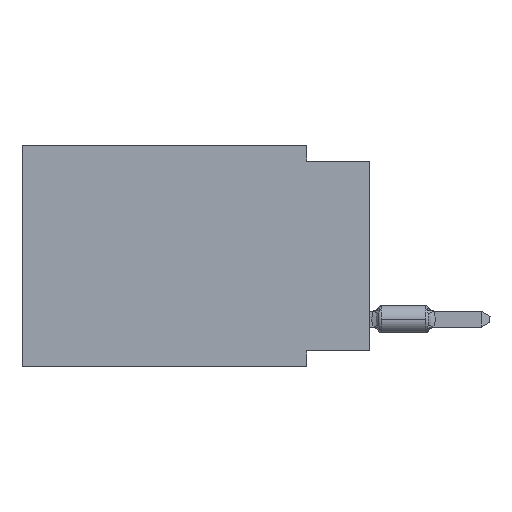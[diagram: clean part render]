
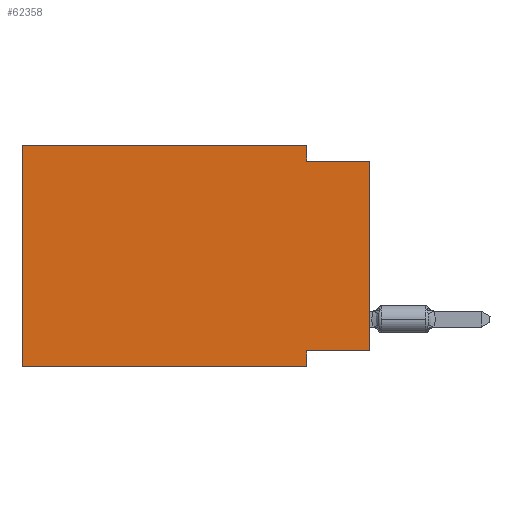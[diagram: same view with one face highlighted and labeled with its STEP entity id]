
A CAD part, left-side view. The second image highlights one B-rep face of the part: STEP entity #62358.
In plain terms, the highlighted planar face has unit normal (-1, 0, 0).
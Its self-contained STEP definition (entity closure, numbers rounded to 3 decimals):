
#1456 = CARTESIAN_POINT ( 'NONE',  ( 0., 2.54, 0. ) ) ;
#2834 = VERTEX_POINT ( 'NONE', #13451 ) ;
#4842 = VECTOR ( 'NONE', #83745, 1000. ) ;
#5546 = CARTESIAN_POINT ( 'NONE',  ( 0., 13.97, 0. ) ) ;
#6833 = ORIENTED_EDGE ( 'NONE', *, *, #73420, .F. ) ;
#8211 = VERTEX_POINT ( 'NONE', #23789 ) ;
#10842 = DIRECTION ( 'NONE',  ( 1., 0., 0. ) ) ;
#11407 = VERTEX_POINT ( 'NONE', #16287 ) ;
#11716 = EDGE_CURVE ( 'NONE', #39568, #11407, #55786, .T. ) ;
#11933 = LINE ( 'NONE', #41685, #71393 ) ;
#12421 = CARTESIAN_POINT ( 'NONE',  ( 0., 0., 0. ) ) ;
#12858 = DIRECTION ( 'NONE',  ( 0., 0., 1. ) ) ;
#13358 = ORIENTED_EDGE ( 'NONE', *, *, #71463, .F. ) ;
#13451 = CARTESIAN_POINT ( 'NONE',  ( 0., 2.54, -0.635 ) ) ;
#16287 = CARTESIAN_POINT ( 'NONE',  ( 0., 2.54, 0. ) ) ;
#16783 = VECTOR ( 'NONE', #88532, 1000. ) ;
#16789 = DIRECTION ( 'NONE',  ( 0., 0., -1. ) ) ;
#17217 = ORIENTED_EDGE ( 'NONE', *, *, #80859, .F. ) ;
#17673 = LINE ( 'NONE', #1456, #20538 ) ;
#17993 = ORIENTED_EDGE ( 'NONE', *, *, #11716, .F. ) ;
#18478 = DIRECTION ( 'NONE',  ( 0., 0., 1. ) ) ;
#19160 = CARTESIAN_POINT ( 'NONE',  ( 0., 0., -8.255 ) ) ;
#19271 = LINE ( 'NONE', #33237, #59467 ) ;
#19951 = DIRECTION ( 'NONE',  ( 0., -1., 0. ) ) ;
#20538 = VECTOR ( 'NONE', #16789, 1000. ) ;
#20851 = CARTESIAN_POINT ( 'NONE',  ( 0., 0., -0.635 ) ) ;
#22754 = CARTESIAN_POINT ( 'NONE',  ( 0., 2.54, -8.89 ) ) ;
#23789 = CARTESIAN_POINT ( 'NONE',  ( 0., 0., -8.255 ) ) ;
#24304 = VERTEX_POINT ( 'NONE', #58819 ) ;
#24795 = CARTESIAN_POINT ( 'NONE',  ( 0., 2.54, -8.255 ) ) ;
#27818 = CARTESIAN_POINT ( 'NONE',  ( 0., 13.97, -8.89 ) ) ;
#28477 = LINE ( 'NONE', #70386, #44609 ) ;
#29092 = VECTOR ( 'NONE', #19951, 1000. ) ;
#31805 = FACE_OUTER_BOUND ( 'NONE', #53786, .T. ) ;
#33237 = CARTESIAN_POINT ( 'NONE',  ( 0., 2.54, -8.89 ) ) ;
#38765 = PLANE ( 'NONE',  #87498 ) ;
#39568 = VERTEX_POINT ( 'NONE', #82993 ) ;
#41685 = CARTESIAN_POINT ( 'NONE',  ( 0., 13.97, 0. ) ) ;
#44609 = VECTOR ( 'NONE', #69910, 1000. ) ;
#47163 = DIRECTION ( 'NONE',  ( 0., 0., -1. ) ) ;
#47669 = ORIENTED_EDGE ( 'NONE', *, *, #53629, .T. ) ;
#47902 = ORIENTED_EDGE ( 'NONE', *, *, #73783, .F. ) ;
#53629 = EDGE_CURVE ( 'NONE', #80852, #61392, #28477, .T. ) ;
#53786 = EDGE_LOOP ( 'NONE', ( #69554, #17217, #77236, #17993, #6833, #47669, #47902, #13358 ) ) ;
#53828 = LINE ( 'NONE', #12421, #88690 ) ;
#55786 = LINE ( 'NONE', #5546, #4842 ) ;
#58819 = CARTESIAN_POINT ( 'NONE',  ( 0., 0., -0.635 ) ) ;
#59467 = VECTOR ( 'NONE', #47163, 1000. ) ;
#59591 = EDGE_CURVE ( 'NONE', #11407, #2834, #17673, .T. ) ;
#60124 = LINE ( 'NONE', #19160, #16783 ) ;
#61392 = VERTEX_POINT ( 'NONE', #22754 ) ;
#62358 = ADVANCED_FACE ( 'NONE', ( #31805 ), #38765, .F. ) ;
#68540 = CARTESIAN_POINT ( 'NONE',  ( 0., 13.97, 0. ) ) ;
#69554 = ORIENTED_EDGE ( 'NONE', *, *, #80408, .T. ) ;
#69910 = DIRECTION ( 'NONE',  ( 0., -1., 0. ) ) ;
#70386 = CARTESIAN_POINT ( 'NONE',  ( 0., 13.97, -8.89 ) ) ;
#71393 = VECTOR ( 'NONE', #12858, 1000. ) ;
#71463 = EDGE_CURVE ( 'NONE', #8211, #88122, #60124, .T. ) ;
#73420 = EDGE_CURVE ( 'NONE', #80852, #39568, #11933, .T. ) ;
#73783 = EDGE_CURVE ( 'NONE', #88122, #61392, #19271, .T. ) ;
#77236 = ORIENTED_EDGE ( 'NONE', *, *, #59591, .F. ) ;
#79373 = LINE ( 'NONE', #20851, #29092 ) ;
#80408 = EDGE_CURVE ( 'NONE', #8211, #24304, #53828, .T. ) ;
#80852 = VERTEX_POINT ( 'NONE', #27818 ) ;
#80859 = EDGE_CURVE ( 'NONE', #2834, #24304, #79373, .T. ) ;
#82993 = CARTESIAN_POINT ( 'NONE',  ( 0., 13.97, 0. ) ) ;
#83745 = DIRECTION ( 'NONE',  ( 0., -1., 0. ) ) ;
#87498 = AXIS2_PLACEMENT_3D ( 'NONE', #68540, #10842, #89508 ) ;
#88122 = VERTEX_POINT ( 'NONE', #24795 ) ;
#88532 = DIRECTION ( 'NONE',  ( 0., 1., 0. ) ) ;
#88690 = VECTOR ( 'NONE', #18478, 1000. ) ;
#89508 = DIRECTION ( 'NONE',  ( 0., 0., -1. ) ) ;
